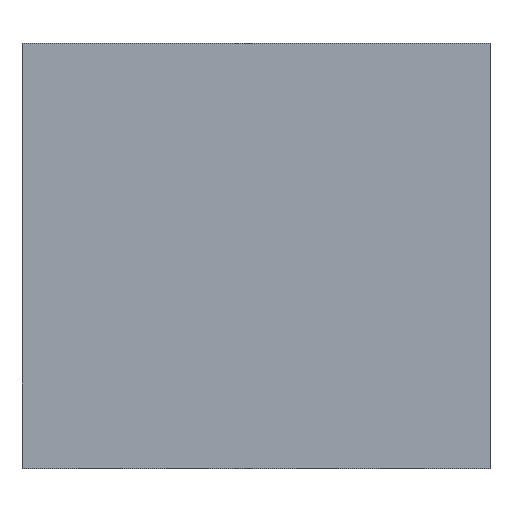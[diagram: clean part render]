
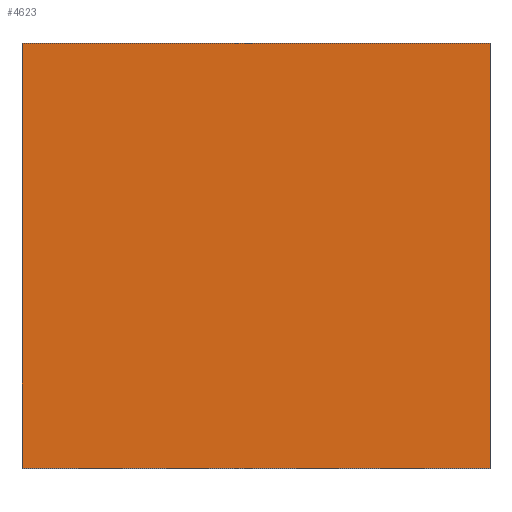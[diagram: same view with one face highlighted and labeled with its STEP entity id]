
A CAD part, top view. The second image highlights one B-rep face of the part: STEP entity #4623.
In plain terms, the highlighted face is planar.
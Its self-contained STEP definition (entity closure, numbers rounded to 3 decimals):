
#3619=DIRECTION('',(1.,0.,0.));
#3620=VECTOR('',#3619,2.7);
#3621=CARTESIAN_POINT('',(-1.35,1.295,1.225));
#3622=LINE('',#3621,#3620);
#3626=DIRECTION('',(0.,0.,1.));
#3627=VECTOR('',#3626,2.45);
#3628=CARTESIAN_POINT('',(-1.35,1.295,-1.225));
#3629=LINE('',#3628,#3627);
#3633=DIRECTION('',(-1.,0.,0.));
#3634=VECTOR('',#3633,2.7);
#3635=CARTESIAN_POINT('',(1.35,1.295,-1.225));
#3636=LINE('',#3635,#3634);
#3640=DIRECTION('',(0.,0.,-1.));
#3641=VECTOR('',#3640,2.45);
#3642=CARTESIAN_POINT('',(1.35,1.295,1.225));
#3643=LINE('',#3642,#3641);
#3871=CARTESIAN_POINT('',(-1.35,1.295,1.225));
#3872=CARTESIAN_POINT('',(1.35,1.295,1.225));
#3873=VERTEX_POINT('',#3871);
#3874=VERTEX_POINT('',#3872);
#3875=CARTESIAN_POINT('',(1.35,1.295,-1.225));
#3876=VERTEX_POINT('',#3875);
#3877=CARTESIAN_POINT('',(-1.35,1.295,-1.225));
#3878=VERTEX_POINT('',#3877);
#4611=CARTESIAN_POINT('',(0.,1.295,0.));
#4612=DIRECTION('',(0.,1.,0.));
#4613=DIRECTION('',(1.,0.,0.));
#4614=AXIS2_PLACEMENT_3D('',#4611,#4612,#4613);
#4615=PLANE('',#4614);
#4616=ORIENTED_EDGE('',*,*,#4502,.F.);
#4617=ORIENTED_EDGE('',*,*,#4566,.F.);
#4618=ORIENTED_EDGE('',*,*,#4302,.F.);
#4620=ORIENTED_EDGE('',*,*,#4619,.F.);
#4621=EDGE_LOOP('',(#4616,#4617,#4618,#4620));
#4622=FACE_OUTER_BOUND('',#4621,.F.);
#4623=ADVANCED_FACE('',(#4622),#4615,.T.);
#4302=EDGE_CURVE('',#3876,#3878,#3636,.T.);
#4502=EDGE_CURVE('',#3873,#3874,#3622,.T.);
#4566=EDGE_CURVE('',#3878,#3873,#3629,.T.);
#4619=EDGE_CURVE('',#3874,#3876,#3643,.T.);
